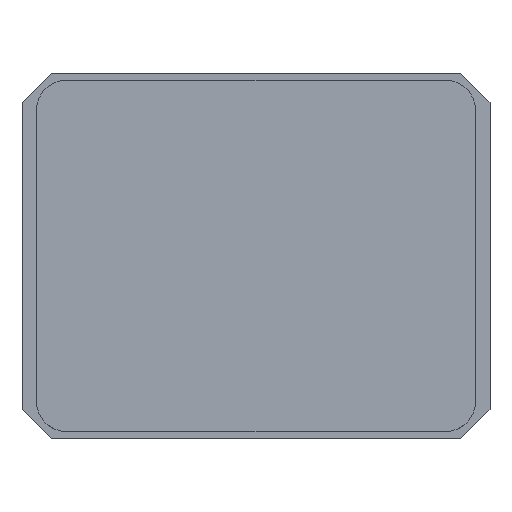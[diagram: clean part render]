
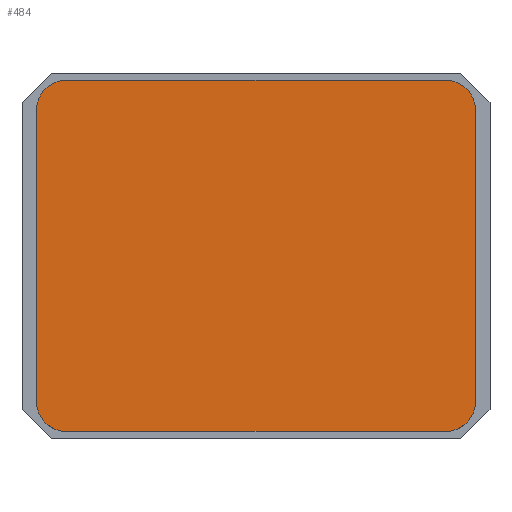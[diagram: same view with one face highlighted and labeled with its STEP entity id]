
A CAD part, top view. The second image highlights one B-rep face of the part: STEP entity #484.
In plain terms, the highlighted planar face has unit normal (0, 0, 1).
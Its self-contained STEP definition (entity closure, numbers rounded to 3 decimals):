
#342=VERTEX_POINT('',#343);
#343=CARTESIAN_POINT('',(-1.5,-1.0,0.8));
#349=EDGE_CURVE('',#342,#350,#352,.F.);
#350=VERTEX_POINT('',#351);
#351=CARTESIAN_POINT('',(-1.5,1.0,0.8));
#352=LINE('',#353,#354);
#353=CARTESIAN_POINT('',(-1.5,1.0,0.8));
#354=VECTOR('',#355,1.0);
#355=DIRECTION('',(0.0,-1.0,0.0));
#381=EDGE_CURVE('',#350,#382,#384,.F.);
#382=VERTEX_POINT('',#383);
#383=CARTESIAN_POINT('',(-1.3,1.2,0.8));
#384=CIRCLE('',#385,0.2);
#385=AXIS2_PLACEMENT_3D('',#386,#387,#388);
#386=CARTESIAN_POINT('',(-1.3,1.0,0.8));
#387=DIRECTION('',(0.0,0.0,1.0));
#388=DIRECTION('',(1.0,0.0,0.0));
#414=VERTEX_POINT('',#415);
#415=CARTESIAN_POINT('',(-1.3,-1.2,0.8));
#421=EDGE_CURVE('',#414,#342,#422,.F.);
#422=CIRCLE('',#423,0.2);
#423=AXIS2_PLACEMENT_3D('',#424,#425,#426);
#424=CARTESIAN_POINT('',(-1.3,-1.0,0.8));
#425=DIRECTION('',(0.0,0.0,1.0));
#426=DIRECTION('',(1.0,0.0,0.0));
#484=ADVANCED_FACE('',(#485),#530,.T.);
#485=FACE_BOUND('',#486,.T.);
#486=EDGE_LOOP('',(#487,#488,#489,#497,#506,#514,#523,#529));
#487=ORIENTED_EDGE('',*,*,#349,.F.);
#488=ORIENTED_EDGE('',*,*,#421,.F.);
#489=ORIENTED_EDGE('',*,*,#490,.T.);
#490=EDGE_CURVE('',#414,#491,#493,.T.);
#491=VERTEX_POINT('',#492);
#492=CARTESIAN_POINT('',(1.3,-1.2,0.8));
#493=LINE('',#494,#495);
#494=CARTESIAN_POINT('',(-1.3,-1.2,0.8));
#495=VECTOR('',#496,1.0);
#496=DIRECTION('',(1.0,0.0,0.0));
#497=ORIENTED_EDGE('',*,*,#498,.T.);
#498=EDGE_CURVE('',#491,#499,#501,.T.);
#499=VERTEX_POINT('',#500);
#500=CARTESIAN_POINT('',(1.5,-1.0,0.8));
#501=CIRCLE('',#502,0.2);
#502=AXIS2_PLACEMENT_3D('',#503,#504,#505);
#503=CARTESIAN_POINT('',(1.3,-1.0,0.8));
#504=DIRECTION('',(0.0,0.0,1.0));
#505=DIRECTION('',(1.0,0.0,0.0));
#506=ORIENTED_EDGE('',*,*,#507,.T.);
#507=EDGE_CURVE('',#499,#508,#510,.T.);
#508=VERTEX_POINT('',#509);
#509=CARTESIAN_POINT('',(1.5,1.0,0.8));
#510=LINE('',#511,#512);
#511=CARTESIAN_POINT('',(1.5,-1.0,0.8));
#512=VECTOR('',#513,1.0);
#513=DIRECTION('',(0.0,1.0,0.0));
#514=ORIENTED_EDGE('',*,*,#515,.T.);
#515=EDGE_CURVE('',#508,#516,#518,.T.);
#516=VERTEX_POINT('',#517);
#517=CARTESIAN_POINT('',(1.3,1.2,0.8));
#518=CIRCLE('',#519,0.2);
#519=AXIS2_PLACEMENT_3D('',#520,#521,#522);
#520=CARTESIAN_POINT('',(1.3,1.0,0.8));
#521=DIRECTION('',(0.0,0.0,1.0));
#522=DIRECTION('',(1.0,0.0,0.0));
#523=ORIENTED_EDGE('',*,*,#524,.T.);
#524=EDGE_CURVE('',#516,#382,#525,.T.);
#525=LINE('',#526,#527);
#526=CARTESIAN_POINT('',(1.3,1.2,0.8));
#527=VECTOR('',#528,1.0);
#528=DIRECTION('',(-1.0,0.0,0.0));
#529=ORIENTED_EDGE('',*,*,#381,.F.);
#530=PLANE('',#531);
#531=AXIS2_PLACEMENT_3D('',#532,#533,#534);
#532=CARTESIAN_POINT('',(0.,0.,0.8));
#533=DIRECTION('',(0.,0.,1.0));
#534=DIRECTION('',(1.0,0.0,0.));
